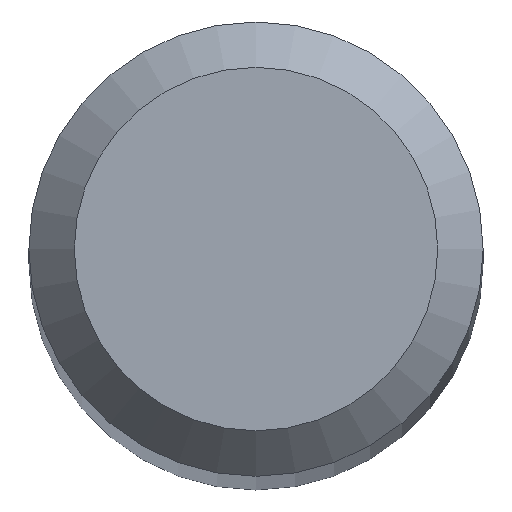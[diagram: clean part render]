
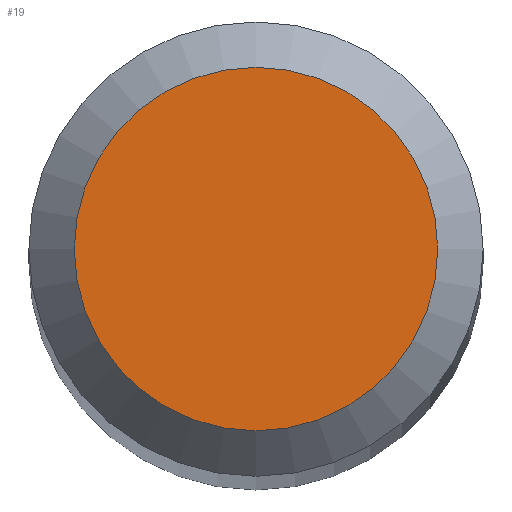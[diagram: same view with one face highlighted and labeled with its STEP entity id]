
A CAD part, top view. The second image highlights one B-rep face of the part: STEP entity #19.
In plain terms, the highlighted planar face has unit normal (0, 0, 1).
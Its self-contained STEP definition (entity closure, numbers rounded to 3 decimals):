
#19 = ADVANCED_FACE ( 'NONE', ( #222 ), #45, .F. ) ;
#34 = DIRECTION ( 'NONE',  ( 0., 1., 0. ) ) ;
#45 = PLANE ( 'NONE',  #62 ) ;
#58 = ORIENTED_EDGE ( 'NONE', *, *, #134, .F. ) ;
#61 = CARTESIAN_POINT ( 'NONE',  ( 0., 0.6, 30. ) ) ;
#62 = AXIS2_PLACEMENT_3D ( 'NONE', #174, #73, #282 ) ;
#73 = DIRECTION ( 'NONE',  ( 0., 0., -1. ) ) ;
#134 = EDGE_CURVE ( 'NONE', #207, #207, #165, .T. ) ;
#148 = EDGE_LOOP ( 'NONE', ( #58 ) ) ;
#162 = DIRECTION ( 'NONE',  ( 0., 0., -1. ) ) ;
#165 = CIRCLE ( 'NONE', #255, 0.6 ) ;
#174 = CARTESIAN_POINT ( 'NONE',  ( 0., 0., 30. ) ) ;
#198 = CARTESIAN_POINT ( 'NONE',  ( 0., 0., 30. ) ) ;
#207 = VERTEX_POINT ( 'NONE', #61 ) ;
#222 = FACE_OUTER_BOUND ( 'NONE', #148, .T. ) ;
#255 = AXIS2_PLACEMENT_3D ( 'NONE', #198, #162, #34 ) ;
#282 = DIRECTION ( 'NONE',  ( 0., 1., 0. ) ) ;
